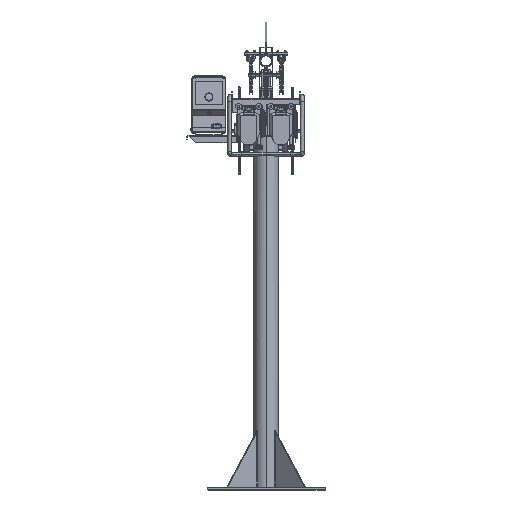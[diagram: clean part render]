
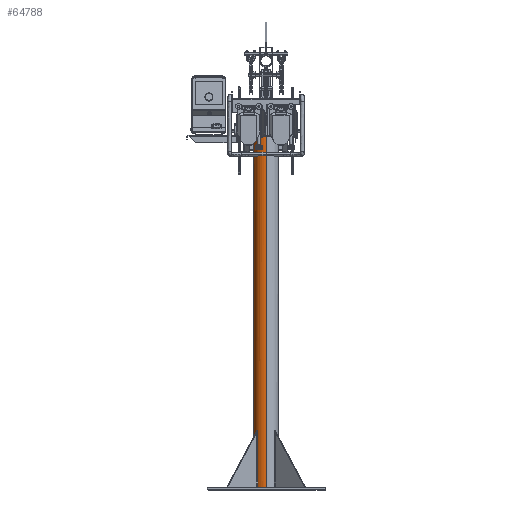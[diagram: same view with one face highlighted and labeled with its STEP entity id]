
A CAD part, top view. The second image highlights one B-rep face of the part: STEP entity #64788.
In plain terms, the highlighted cylindrical face has radius 63.5 mm (diameter 127 mm), a partial arc.
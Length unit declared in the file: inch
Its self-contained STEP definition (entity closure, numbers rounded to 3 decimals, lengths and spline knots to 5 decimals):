
#9488 = DIRECTION ( 'NONE',  ( 0., 0., -1. ) ) ;
#9489 = DIRECTION ( 'NONE',  ( 0., -1., 0. ) ) ;
#9490 = AXIS2_PLACEMENT_3D ( 'NONE', #9497, #9489, #9488 ) ;
#9491 = CIRCLE ( 'NONE', #9490, 2.5 ) ;
#9497 = CARTESIAN_POINT ( 'NONE',  ( 0., 0.375, 0. ) ) ;
#9531 = DIRECTION ( 'NONE',  ( 0., 0., -1. ) ) ;
#9532 = DIRECTION ( 'NONE',  ( 0., -1., 0. ) ) ;
#9533 = CARTESIAN_POINT ( 'NONE',  ( 0., 0.375, 0. ) ) ;
#9534 = AXIS2_PLACEMENT_3D ( 'NONE', #9533, #9532, #9531 ) ;
#9535 = CIRCLE ( 'NONE', #9534, 2.5 ) ;
#9565 = DIRECTION ( 'NONE',  ( 0., 0., -1. ) ) ;
#9566 = DIRECTION ( 'NONE',  ( 0., -1., 0. ) ) ;
#9567 = CARTESIAN_POINT ( 'NONE',  ( 0., 72., 0. ) ) ;
#9568 = AXIS2_PLACEMENT_3D ( 'NONE', #9567, #9566, #9565 ) ;
#9569 = CYLINDRICAL_SURFACE ( 'NONE', #9568, 2.5 ) ;
#9572 = FACE_OUTER_BOUND ( 'NONE', #64791, .T. ) ;
#9573 = DIRECTION ( 'NONE',  ( 0., 1., 0. ) ) ;
#9574 = VECTOR ( 'NONE', #9573, 39.37008 ) ;
#9575 = CARTESIAN_POINT ( 'NONE',  ( -1.67717, 72., -1.85394 ) ) ;
#9576 = LINE ( 'NONE', #9575, #9574 ) ;
#9598 = CARTESIAN_POINT ( 'NONE',  ( -1.85394, 12.05002, -1.67717 ) ) ;
#9599 = CARTESIAN_POINT ( 'NONE',  ( -1.79799, 12.04446, -1.73902 ) ) ;
#9600 = CARTESIAN_POINT ( 'NONE',  ( -1.73902, 12.04446, -1.79799 ) ) ;
#9601 = CARTESIAN_POINT ( 'NONE',  ( -1.67717, 12.05002, -1.85394 ) ) ;
#9604 =( BOUNDED_CURVE ( )  B_SPLINE_CURVE ( 3, ( #9601, #9600, #9599, #9598 ),
 .UNSPECIFIED., .F., .T. ) 
 B_SPLINE_CURVE_WITH_KNOTS ( ( 4, 4 ),
 ( 6.23316, 6.33321 ),
 .UNSPECIFIED. ) 
 CURVE ( )  GEOMETRIC_REPRESENTATION_ITEM ( )  RATIONAL_B_SPLINE_CURVE ( ( 1., 0.999, 0.999, 1. ) ) 
 REPRESENTATION_ITEM ( '' )  );
#9651 = CARTESIAN_POINT ( 'NONE',  ( -1.67717, 0.375, -1.85394 ) ) ;
#9725 = DIRECTION ( 'NONE',  ( 0., -1., 0. ) ) ;
#9726 = VECTOR ( 'NONE', #9725, 39.37008 ) ;
#9727 = CARTESIAN_POINT ( 'NONE',  ( 0., 72., 2.5 ) ) ;
#9728 = LINE ( 'NONE', #9727, #9726 ) ;
#9729 = CARTESIAN_POINT ( 'NONE',  ( 0., 72., 2.5 ) ) ;
#9730 = CARTESIAN_POINT ( 'NONE',  ( 0., 72., -2.5 ) ) ;
#9771 = DIRECTION ( 'NONE',  ( 0., -1., 0. ) ) ;
#9772 = VECTOR ( 'NONE', #9771, 39.37008 ) ;
#9773 = CARTESIAN_POINT ( 'NONE',  ( 0., 72., -2.5 ) ) ;
#9774 = LINE ( 'NONE', #9773, #9772 ) ;
#9775 = CARTESIAN_POINT ( 'NONE',  ( 0., 0.375, -2.5 ) ) ;
#9781 = CARTESIAN_POINT ( 'NONE',  ( 0., 0.375, 2.5 ) ) ;
#9829 = DIRECTION ( 'NONE',  ( 0., 0., -1. ) ) ;
#9830 = DIRECTION ( 'NONE',  ( 0., -1., 0. ) ) ;
#9831 = CARTESIAN_POINT ( 'NONE',  ( 0., 72., 0. ) ) ;
#9832 = AXIS2_PLACEMENT_3D ( 'NONE', #9831, #9830, #9829 ) ;
#9833 = CIRCLE ( 'NONE', #9832, 2.5 ) ;
#9885 = DIRECTION ( 'NONE',  ( 0., 0., -1. ) ) ;
#9886 = DIRECTION ( 'NONE',  ( 0., -1., 0. ) ) ;
#9887 = CARTESIAN_POINT ( 'NONE',  ( 0., 0.375, 0. ) ) ;
#9888 = AXIS2_PLACEMENT_3D ( 'NONE', #9887, #9886, #9885 ) ;
#9889 = CIRCLE ( 'NONE', #9888, 2.5 ) ;
#36858 = CARTESIAN_POINT ( 'NONE',  ( -1.67717, 12.05002, 1.85394 ) ) ;
#36859 = DIRECTION ( 'NONE',  ( 0., -1., 0. ) ) ;
#36860 = VECTOR ( 'NONE', #36859, 39.37008 ) ;
#36861 = CARTESIAN_POINT ( 'NONE',  ( -1.67717, 72., 1.85394 ) ) ;
#36862 = LINE ( 'NONE', #36861, #36860 ) ;
#36870 = CARTESIAN_POINT ( 'NONE',  ( -1.67717, 0.375, 1.85394 ) ) ;
#36947 = CARTESIAN_POINT ( 'NONE',  ( -1.85394, 12.05002, -1.67717 ) ) ;
#36948 = DIRECTION ( 'NONE',  ( 0., -1., 0. ) ) ;
#36950 = VECTOR ( 'NONE', #36948, 39.37008 ) ;
#36951 = CARTESIAN_POINT ( 'NONE',  ( -1.85394, 72., -1.67717 ) ) ;
#36952 = LINE ( 'NONE', #36951, #36950 ) ;
#37364 = CARTESIAN_POINT ( 'NONE',  ( -1.85394, 12.05002, 1.67717 ) ) ;
#37891 = DIRECTION ( 'NONE',  ( 0., 1., 0. ) ) ;
#37892 = VECTOR ( 'NONE', #37891, 39.37008 ) ;
#37893 = CARTESIAN_POINT ( 'NONE',  ( -1.85394, 72., 1.67717 ) ) ;
#37894 = LINE ( 'NONE', #37893, #37892 ) ;
#37895 = CARTESIAN_POINT ( 'NONE',  ( -1.67717, 12.05002, 1.85394 ) ) ;
#37896 = CARTESIAN_POINT ( 'NONE',  ( -1.73902, 12.04446, 1.79799 ) ) ;
#37897 = CARTESIAN_POINT ( 'NONE',  ( -1.79799, 12.04446, 1.73902 ) ) ;
#37898 = CARTESIAN_POINT ( 'NONE',  ( -1.85394, 12.05002, 1.67717 ) ) ;
#37899 =( BOUNDED_CURVE ( )  B_SPLINE_CURVE ( 3, ( #37898, #37897, #37896, #37895 ),
 .UNSPECIFIED., .F., .T. ) 
 B_SPLINE_CURVE_WITH_KNOTS ( ( 4, 4 ),
 ( 6.23316, 6.33321 ),
 .UNSPECIFIED. ) 
 CURVE ( )  GEOMETRIC_REPRESENTATION_ITEM ( )  RATIONAL_B_SPLINE_CURVE ( ( 1., 0.999, 0.999, 1. ) ) 
 REPRESENTATION_ITEM ( '' )  );
#37903 = CARTESIAN_POINT ( 'NONE',  ( -1.85394, 0.375, 1.67717 ) ) ;
#37925 = CARTESIAN_POINT ( 'NONE',  ( -1.85394, 0.375, -1.67717 ) ) ;
#37960 = CARTESIAN_POINT ( 'NONE',  ( -1.67717, 12.05002, -1.85394 ) ) ;
#64759 = EDGE_CURVE ( 'NONE', #85921, #85909, #9491, .T. ) ;
#64761 = ORIENTED_EDGE ( 'NONE', *, *, #85900, .T. ) ;
#64764 = ORIENTED_EDGE ( 'NONE', *, *, #85897, .T. ) ;
#64767 = ORIENTED_EDGE ( 'NONE', *, *, #85699, .T. ) ;
#64769 = ORIENTED_EDGE ( 'NONE', *, *, #64771, .F. ) ;
#64771 = EDGE_CURVE ( 'NONE', #64930, #85694, #9535, .T. ) ;
#64787 = EDGE_CURVE ( 'NONE', #64812, #85931, #9576, .T. ) ;
#64788 = ADVANCED_FACE ( 'NONE', ( #9572 ), #9569, .T. ) ;
#64791 = EDGE_LOOP ( 'NONE', ( #64794, #64796, #64799, #64801, #65032, #65034, #64840, #64844, #64761, #64764, #64767, #64769 ) ) ;
#64794 = ORIENTED_EDGE ( 'NONE', *, *, #64928, .F. ) ;
#64796 = ORIENTED_EDGE ( 'NONE', *, *, #64994, .T. ) ;
#64799 = ORIENTED_EDGE ( 'NONE', *, *, #64938, .T. ) ;
#64801 = ORIENTED_EDGE ( 'NONE', *, *, #65029, .F. ) ;
#64805 = EDGE_CURVE ( 'NONE', #85931, #85706, #9604, .T. ) ;
#64812 = VERTEX_POINT ( 'NONE', #9651 ) ;
#64840 = ORIENTED_EDGE ( 'NONE', *, *, #85705, .T. ) ;
#64844 = ORIENTED_EDGE ( 'NONE', *, *, #64759, .F. ) ;
#64923 = VERTEX_POINT ( 'NONE', #9730 ) ;
#64924 = VERTEX_POINT ( 'NONE', #9729 ) ;
#64928 = EDGE_CURVE ( 'NONE', #64924, #64930, #9728, .T. ) ;
#64930 = VERTEX_POINT ( 'NONE', #9781 ) ;
#64935 = VERTEX_POINT ( 'NONE', #9775 ) ;
#64938 = EDGE_CURVE ( 'NONE', #64923, #64935, #9774, .T. ) ;
#64994 = EDGE_CURVE ( 'NONE', #64924, #64923, #9833, .T. ) ;
#65029 = EDGE_CURVE ( 'NONE', #64812, #64935, #9889, .T. ) ;
#65032 = ORIENTED_EDGE ( 'NONE', *, *, #64787, .T. ) ;
#65034 = ORIENTED_EDGE ( 'NONE', *, *, #64805, .T. ) ;
#85694 = VERTEX_POINT ( 'NONE', #36870 ) ;
#85699 = EDGE_CURVE ( 'NONE', #85701, #85694, #36862, .T. ) ;
#85701 = VERTEX_POINT ( 'NONE', #36858 ) ;
#85705 = EDGE_CURVE ( 'NONE', #85706, #85909, #36952, .T. ) ;
#85706 = VERTEX_POINT ( 'NONE', #36947 ) ;
#85795 = VERTEX_POINT ( 'NONE', #37364 ) ;
#85897 = EDGE_CURVE ( 'NONE', #85795, #85701, #37899, .T. ) ;
#85900 = EDGE_CURVE ( 'NONE', #85921, #85795, #37894, .T. ) ;
#85909 = VERTEX_POINT ( 'NONE', #37925 ) ;
#85921 = VERTEX_POINT ( 'NONE', #37903 ) ;
#85931 = VERTEX_POINT ( 'NONE', #37960 ) ;
